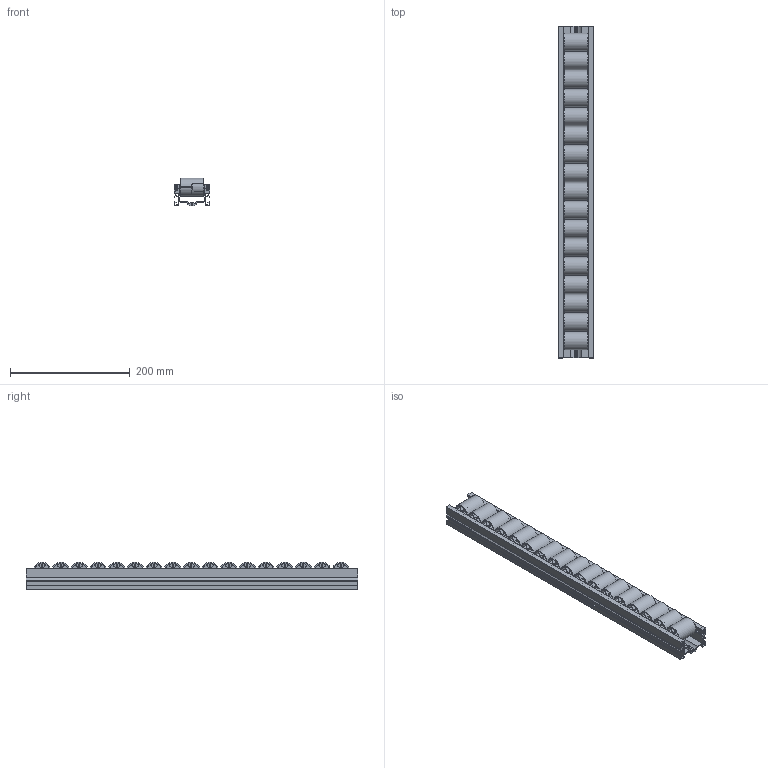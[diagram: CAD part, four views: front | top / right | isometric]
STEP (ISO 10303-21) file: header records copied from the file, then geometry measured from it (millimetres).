
FILE_DESCRIPTION(/* description */ (''),/* implementation_level */ '2;1');
FILE_NAME(/* name */ '79D-001-1.step',/* time_stamp */ '2022-10-06T11:12:44-04:00',/* author */ (''),/* organization */ (''),/* preprocessor_version */ 'ST-DEVELOPER v19',/* originating_system */ 'Autodesk Translation Framework v11.7.0.108',/* authorisation */ '');
FILE_SCHEMA (('AUTOMOTIVE_DESIGN { 1 0 10303 214 3 1 1 }'));
Length unit declared in the file: millimetre
Products named in the file (3): Untitled v1 (1); Untitled v1; 79D-001-1 v1
Assembly tree (2 placements, depth 3):
  Untitled v1 (1)
    Untitled v1
      79D-001-1 v1
Bounding box: 59.5 x 554 x 45.7 mm (x, y, z)
Volume: 411377 mm3; surface area: 499353.9 mm2
Topology: 35 solids, 37 shells, 3131 faces, 8831 edges, 5886 vertices
Faces by surface type: plane 2628, cylinder 401, cone 102
Full cylindrical faces by diameter (mm): 4 x17, 4.2 x17, 30 x17
Entity records: 102180 total; most frequent: CARTESIAN_POINT 19893, ORIENTED_EDGE 17662, DIRECTION 16517, EDGE_CURVE 8831, LINE 6601, VECTOR 6601, VERTEX_POINT 5886, AXIS2_PLACEMENT_3D 4958
